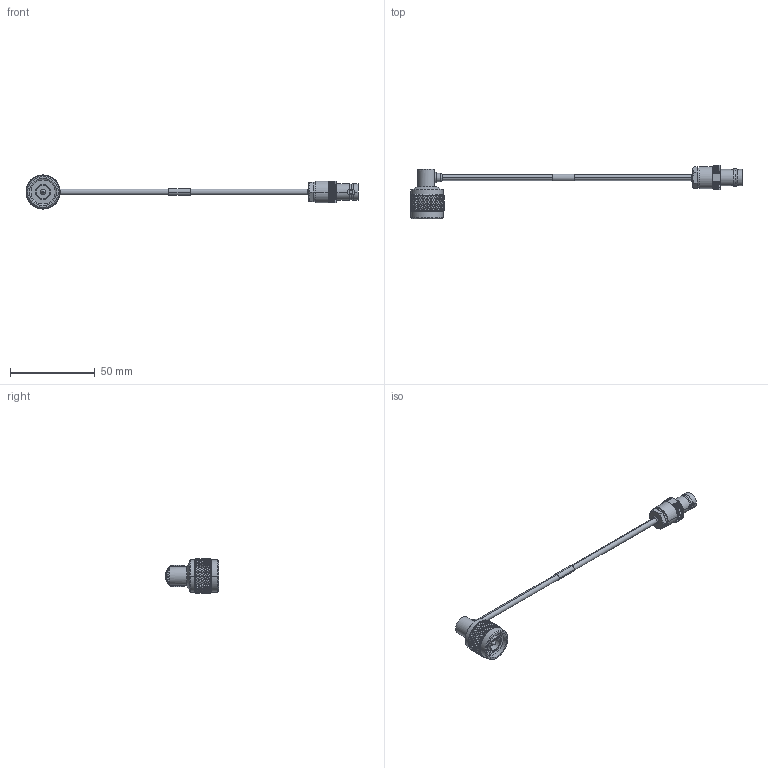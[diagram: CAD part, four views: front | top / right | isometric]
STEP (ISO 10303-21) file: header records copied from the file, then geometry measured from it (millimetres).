
FILE_DESCRIPTION (( 'STEP AP214' ), '1' );
FILE_NAME ('LCCA30439.step', '2020-05-01T20:00:16', ( '' ), ( '' ), 'SwSTEP 2.0', 'SolidWorks 2018', '' );
FILE_SCHEMA (( 'AUTOMOTIVE_DESIGN' ));
Length unit declared in the file: inch
Products named in the file (7): solder plug right^LCCA30439; 1AW01-003_.152 ID; solder plug left^LCCA30439; LCCN3053; LC141TB (141 FORMABLE); LCCA30439; LCCN3040
Assembly tree (6 placements, depth 2):
  LCCA30439
    LC141TB (141 FORMABLE)
    LCCN3053
    solder plug left^LCCA30439
    1AW01-003_.152 ID
    LCCN3040
    solder plug right^LCCA30439
Bounding box: 195.65 x 31.47 x 20.07 mm (x, y, z)
Volume: 7810.1 mm3; surface area: 8481.4 mm2
Topology: 7 solids, 7 shells, 2680 faces, 5495 edges, 2840 vertices
Faces by surface type: bspline 1600, cylinder 511, cone 377, plane 182, sphere 6, torus 4
Entity records: 95435 total; most frequent: CARTESIAN_POINT 57096, ORIENTED_EDGE 10990, EDGE_CURVE 5495, DIRECTION 3947, VERTEX_POINT 2840, EDGE_LOOP 2697, FACE_OUTER_BOUND 2680, ADVANCED_FACE 2680
